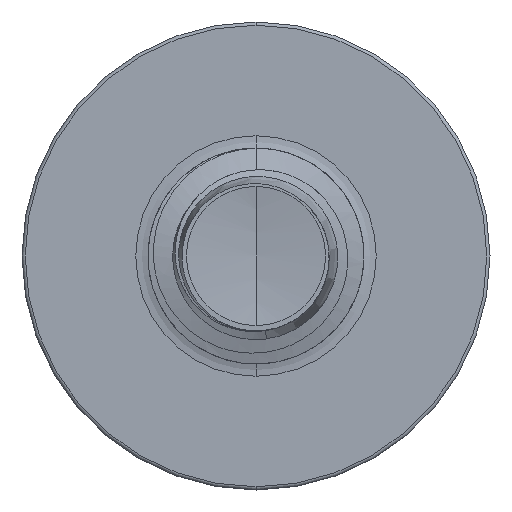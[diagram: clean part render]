
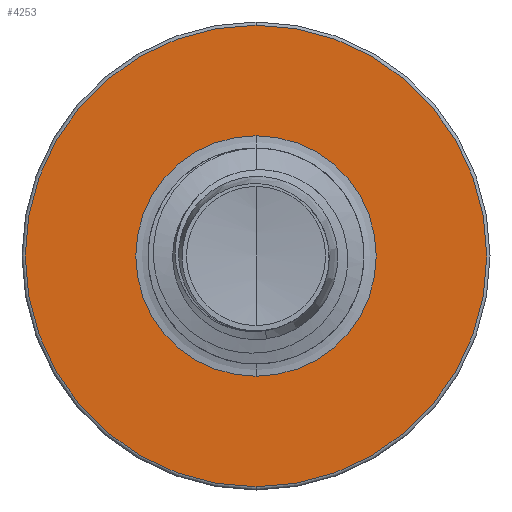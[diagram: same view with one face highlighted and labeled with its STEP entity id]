
A CAD part, front view. The second image highlights one B-rep face of the part: STEP entity #4253.
In plain terms, the highlighted planar face has unit normal (0, -1, 0).
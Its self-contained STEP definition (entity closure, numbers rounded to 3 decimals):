
#129 = CARTESIAN_POINT ( 'NONE',  ( 0., 4.5, -1.67 ) ) ;
#1276 = DIRECTION ( 'NONE',  ( 0., 0., 1. ) ) ;
#1283 = DIRECTION ( 'NONE',  ( 0., 1., 0. ) ) ;
#1435 = CARTESIAN_POINT ( 'NONE',  ( 0., 4.5, 0. ) ) ;
#2183 = AXIS2_PLACEMENT_3D ( 'NONE', #14136, #14121, #14097 ) ;
#2396 = CARTESIAN_POINT ( 'NONE',  ( 0., 4.5, 3.205 ) ) ;
#4088 = FACE_BOUND ( 'NONE', #13897, .T. ) ;
#4253 = ADVANCED_FACE ( 'NONE', ( #12853, #4088 ), #9699, .F. ) ;
#4638 = AXIS2_PLACEMENT_3D ( 'NONE', #8125, #8055, #8021 ) ;
#5017 = ORIENTED_EDGE ( 'NONE', *, *, #15015, .T. ) ;
#5344 = AXIS2_PLACEMENT_3D ( 'NONE', #1435, #1283, #1276 ) ;
#5445 = CARTESIAN_POINT ( 'NONE',  ( 0., 4.5, 1.67 ) ) ;
#8021 = DIRECTION ( 'NONE',  ( 0., 0., 1. ) ) ;
#8055 = DIRECTION ( 'NONE',  ( 0., 1., 0. ) ) ;
#8125 = CARTESIAN_POINT ( 'NONE',  ( 0., 4.5, 0. ) ) ;
#9092 = CIRCLE ( 'NONE', #4638, 3.205 ) ;
#9524 = DIRECTION ( 'NONE',  ( 0., 0., 1. ) ) ;
#9540 = DIRECTION ( 'NONE',  ( 0., 1., 0. ) ) ;
#9670 = CARTESIAN_POINT ( 'NONE',  ( 0., 4.5, -1.67 ) ) ;
#9699 = PLANE ( 'NONE',  #10728 ) ;
#10102 = ORIENTED_EDGE ( 'NONE', *, *, #14378, .T. ) ;
#10481 = AXIS2_PLACEMENT_3D ( 'NONE', #14213, #14205, #14179 ) ;
#10728 = AXIS2_PLACEMENT_3D ( 'NONE', #9670, #9540, #9524 ) ;
#11262 = EDGE_LOOP ( 'NONE', ( #14625, #15562 ) ) ;
#11984 = CARTESIAN_POINT ( 'NONE',  ( 0., 4.5, -3.205 ) ) ;
#12097 = VERTEX_POINT ( 'NONE', #2396 ) ;
#12853 = FACE_OUTER_BOUND ( 'NONE', #11262, .T. ) ;
#12957 = CIRCLE ( 'NONE', #10481, 1.67 ) ;
#13897 = EDGE_LOOP ( 'NONE', ( #5017, #10102 ) ) ;
#13967 = VERTEX_POINT ( 'NONE', #11984 ) ;
#14097 = DIRECTION ( 'NONE',  ( 0., 0., 1. ) ) ;
#14121 = DIRECTION ( 'NONE',  ( 0., 1., 0. ) ) ;
#14136 = CARTESIAN_POINT ( 'NONE',  ( 0., 4.5, 0. ) ) ;
#14179 = DIRECTION ( 'NONE',  ( 0., 0., 1. ) ) ;
#14205 = DIRECTION ( 'NONE',  ( 0., 1., 0. ) ) ;
#14213 = CARTESIAN_POINT ( 'NONE',  ( 0., 4.5, 0. ) ) ;
#14378 = EDGE_CURVE ( 'NONE', #15346, #15531, #15453, .T. ) ;
#14581 = EDGE_CURVE ( 'NONE', #12097, #13967, #9092, .T. ) ;
#14625 = ORIENTED_EDGE ( 'NONE', *, *, #14581, .F. ) ;
#14639 = CIRCLE ( 'NONE', #2183, 3.205 ) ;
#15015 = EDGE_CURVE ( 'NONE', #15531, #15346, #12957, .T. ) ;
#15018 = EDGE_CURVE ( 'NONE', #13967, #12097, #14639, .T. ) ;
#15346 = VERTEX_POINT ( 'NONE', #129 ) ;
#15453 = CIRCLE ( 'NONE', #5344, 1.67 ) ;
#15531 = VERTEX_POINT ( 'NONE', #5445 ) ;
#15562 = ORIENTED_EDGE ( 'NONE', *, *, #15018, .F. ) ;
